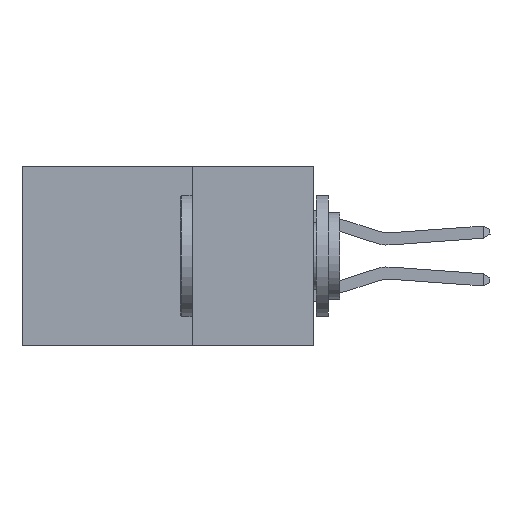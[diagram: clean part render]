
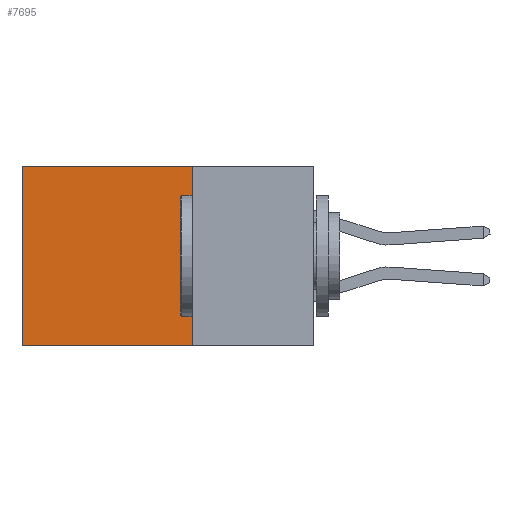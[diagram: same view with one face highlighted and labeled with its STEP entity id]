
A CAD part, left-side view. The second image highlights one B-rep face of the part: STEP entity #7695.
In plain terms, the highlighted planar face has unit normal (-1, 0, 0).
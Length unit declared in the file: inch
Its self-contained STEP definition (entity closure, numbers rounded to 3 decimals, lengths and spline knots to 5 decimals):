
#43 = LINE ( 'NONE', #777, #4641 ) ;
#628 = LINE ( 'NONE', #6168, #17091 ) ;
#733 = EDGE_CURVE ( 'NONE', #11236, #9099, #3908, .T. ) ;
#777 = CARTESIAN_POINT ( 'NONE',  ( 0.2875, 0.25, 0. ) ) ;
#1046 = ORIENTED_EDGE ( 'NONE', *, *, #733, .F. ) ;
#1371 = CARTESIAN_POINT ( 'NONE',  ( 0.2875, 0.25, -0.37 ) ) ;
#1521 = CARTESIAN_POINT ( 'NONE',  ( 0.2875, 0.25, 0. ) ) ;
#1796 = EDGE_LOOP ( 'NONE', ( #2392, #1046, #15414, #7169 ) ) ;
#2183 = DIRECTION ( 'NONE',  ( 0., 1., 0. ) ) ;
#2209 = LINE ( 'NONE', #17557, #4631 ) ;
#2392 = ORIENTED_EDGE ( 'NONE', *, *, #5437, .T. ) ;
#2667 = DIRECTION ( 'NONE',  ( 0., 1., 0. ) ) ;
#3840 = CARTESIAN_POINT ( 'NONE',  ( 0.2875, 0.25, -0.37 ) ) ;
#3908 = LINE ( 'NONE', #1371, #6082 ) ;
#4631 = VECTOR ( 'NONE', #7705, 39.37008 ) ;
#4641 = VECTOR ( 'NONE', #2183, 39.37008 ) ;
#4696 = VERTEX_POINT ( 'NONE', #15665 ) ;
#5437 = EDGE_CURVE ( 'NONE', #4696, #9099, #2209, .T. ) ;
#6082 = VECTOR ( 'NONE', #2667, 39.37008 ) ;
#6168 = CARTESIAN_POINT ( 'NONE',  ( 0.2875, 0.25, 0. ) ) ;
#6179 = CARTESIAN_POINT ( 'NONE',  ( 0.2875, 0.25, 0. ) ) ;
#7169 = ORIENTED_EDGE ( 'NONE', *, *, #11251, .T. ) ;
#7655 = DIRECTION ( 'NONE',  ( 0., 0., -1. ) ) ;
#7695 = ADVANCED_FACE ( 'NONE', ( #13748 ), #14471, .F. ) ;
#7705 = DIRECTION ( 'NONE',  ( 0., 0., -1. ) ) ;
#9099 = VERTEX_POINT ( 'NONE', #16545 ) ;
#10406 = DIRECTION ( 'NONE',  ( 1., 0., 0. ) ) ;
#11236 = VERTEX_POINT ( 'NONE', #3840 ) ;
#11251 = EDGE_CURVE ( 'NONE', #12357, #4696, #43, .T. ) ;
#11456 = EDGE_CURVE ( 'NONE', #12357, #11236, #628, .T. ) ;
#12357 = VERTEX_POINT ( 'NONE', #1521 ) ;
#13748 = FACE_OUTER_BOUND ( 'NONE', #1796, .T. ) ;
#14471 = PLANE ( 'NONE',  #14896 ) ;
#14896 = AXIS2_PLACEMENT_3D ( 'NONE', #6179, #10406, #15994 ) ;
#15414 = ORIENTED_EDGE ( 'NONE', *, *, #11456, .F. ) ;
#15665 = CARTESIAN_POINT ( 'NONE',  ( 0.2875, 0.6, 0. ) ) ;
#15994 = DIRECTION ( 'NONE',  ( 0., 0., -1. ) ) ;
#16545 = CARTESIAN_POINT ( 'NONE',  ( 0.2875, 0.6, -0.37 ) ) ;
#17091 = VECTOR ( 'NONE', #7655, 39.37008 ) ;
#17557 = CARTESIAN_POINT ( 'NONE',  ( 0.2875, 0.6, 0. ) ) ;
